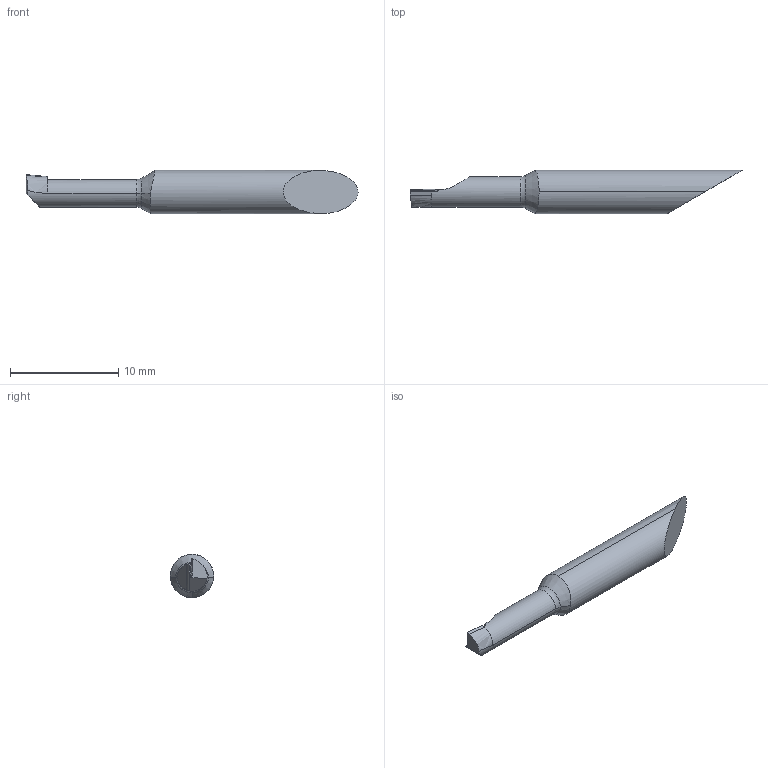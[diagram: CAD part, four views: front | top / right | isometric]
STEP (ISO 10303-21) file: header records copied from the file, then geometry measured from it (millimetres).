
FILE_DESCRIPTION (( 'STEP AP214' ), '1' );
FILE_NAME ('A04.0145.10.32.05_YR.STEP', '2019-06-14T11:49:09', ( '' ), ( '' ), 'SwSTEP 2.0', 'SolidWorks 2017', '' );
FILE_SCHEMA (( 'AUTOMOTIVE_DESIGN' ));
Length unit declared in the file: millimetre
Products named in the file (1): A04.0145.10.32.05_YR
Bounding box: 30.71 x 4 x 4 mm (x, y, z)
Volume: 253.6 mm3; surface area: 320.1 mm2
Topology: 1 solids, 1 shells, 27 faces, 68 edges, 43 vertices
Faces by surface type: plane 8, cone 6, cylinder 6, torus 4, bspline 3
Entity records: 947 total; most frequent: CARTESIAN_POINT 330, ORIENTED_EDGE 136, DIRECTION 105, EDGE_CURVE 68, VERTEX_POINT 43, AXIS2_PLACEMENT_3D 42, EDGE_LOOP 27, FACE_OUTER_BOUND 27
